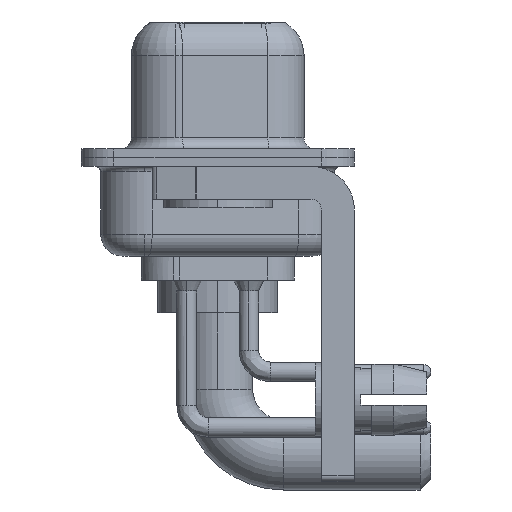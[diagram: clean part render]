
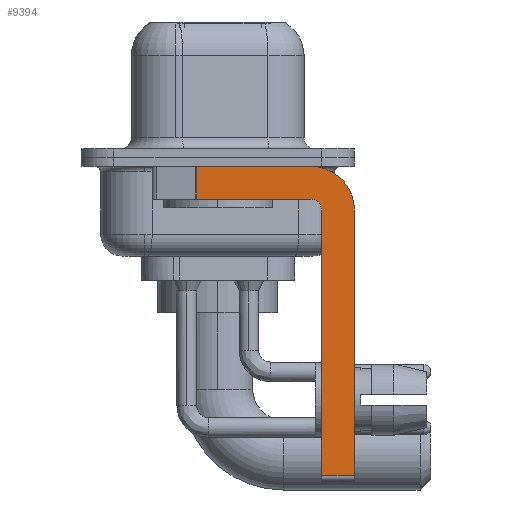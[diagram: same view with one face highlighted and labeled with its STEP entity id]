
A CAD part, left-side view. The second image highlights one B-rep face of the part: STEP entity #9394.
In plain terms, the highlighted planar face has unit normal (-1, 0, 0).
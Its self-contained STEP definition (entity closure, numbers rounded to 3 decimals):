
#1423 = PLANE ( 'NONE',  #7274 ) ;
#1472 = CARTESIAN_POINT ( 'NONE',  ( -2.9, 0.978, -0.4 ) ) ;
#1704 = EDGE_CURVE ( 'NONE', #11921, #2990, #13729, .T. ) ;
#1719 = CIRCLE ( 'NONE', #16858, 2. ) ;
#1728 = CARTESIAN_POINT ( 'NONE',  ( -2.9, -4.25, -0.4 ) ) ;
#1734 = CARTESIAN_POINT ( 'NONE',  ( -2.9, -6.25, -2.4 ) ) ;
#1885 = EDGE_CURVE ( 'NONE', #8317, #16457, #12008, .T. ) ;
#2592 = LINE ( 'NONE', #13959, #2769 ) ;
#2769 = VECTOR ( 'NONE', #20305, 1000. ) ;
#2972 = DIRECTION ( 'NONE',  ( 0., 0., 1. ) ) ;
#2983 = VECTOR ( 'NONE', #11900, 1000. ) ;
#2990 = VERTEX_POINT ( 'NONE', #14059 ) ;
#3781 = VERTEX_POINT ( 'NONE', #6109 ) ;
#4004 = EDGE_CURVE ( 'NONE', #16457, #7856, #1719, .T. ) ;
#4311 = VECTOR ( 'NONE', #12140, 1000. ) ;
#4901 = DIRECTION ( 'NONE',  ( 0., 0., -1. ) ) ;
#5277 = ORIENTED_EDGE ( 'NONE', *, *, #19065, .T. ) ;
#5741 = ORIENTED_EDGE ( 'NONE', *, *, #9433, .F. ) ;
#5984 = EDGE_LOOP ( 'NONE', ( #14700, #5277, #15558, #10727, #9967, #14252, #5741, #9805 ) ) ;
#6109 = CARTESIAN_POINT ( 'NONE',  ( -2.9, 0.978, -1.9 ) ) ;
#6235 = CARTESIAN_POINT ( 'NONE',  ( -2.9, -4.25, -2.4 ) ) ;
#6615 = CARTESIAN_POINT ( 'NONE',  ( -2.9, -4.75, -2.4 ) ) ;
#6791 = EDGE_CURVE ( 'NONE', #11923, #11921, #18506, .T. ) ;
#7274 = AXIS2_PLACEMENT_3D ( 'NONE', #8063, #16173, #12687 ) ;
#7856 = VERTEX_POINT ( 'NONE', #18828 ) ;
#8063 = CARTESIAN_POINT ( 'NONE',  ( -2.9, -4.25, -2.4 ) ) ;
#8317 = VERTEX_POINT ( 'NONE', #1472 ) ;
#9394 = ADVANCED_FACE ( 'NONE', ( #17459 ), #1423, .F. ) ;
#9433 = EDGE_CURVE ( 'NONE', #7856, #18934, #11431, .T. ) ;
#9805 = ORIENTED_EDGE ( 'NONE', *, *, #4004, .F. ) ;
#9845 = CARTESIAN_POINT ( 'NONE',  ( -2.9, 0.978, -1.9 ) ) ;
#9967 = ORIENTED_EDGE ( 'NONE', *, *, #6791, .F. ) ;
#10268 = VECTOR ( 'NONE', #12261, 1000. ) ;
#10727 = ORIENTED_EDGE ( 'NONE', *, *, #1704, .F. ) ;
#10886 = CARTESIAN_POINT ( 'NONE',  ( -2.9, -4.25, -1.9 ) ) ;
#11124 = DIRECTION ( 'NONE',  ( 0., 0., -1. ) ) ;
#11431 = LINE ( 'NONE', #1734, #13654 ) ;
#11900 = DIRECTION ( 'NONE',  ( 0., -1., 0. ) ) ;
#11921 = VERTEX_POINT ( 'NONE', #6615 ) ;
#11923 = VERTEX_POINT ( 'NONE', #16090 ) ;
#11991 = VECTOR ( 'NONE', #4901, 1000. ) ;
#12008 = LINE ( 'NONE', #15380, #2983 ) ;
#12140 = DIRECTION ( 'NONE',  ( 0., 1., 0. ) ) ;
#12261 = DIRECTION ( 'NONE',  ( 0., 0., 1. ) ) ;
#12687 = DIRECTION ( 'NONE',  ( 0., 0., -1. ) ) ;
#12718 = AXIS2_PLACEMENT_3D ( 'NONE', #6235, #17412, #2972 ) ;
#13547 = EDGE_CURVE ( 'NONE', #11923, #18934, #2592, .T. ) ;
#13654 = VECTOR ( 'NONE', #11124, 1000. ) ;
#13729 = CIRCLE ( 'NONE', #12718, 0.5 ) ;
#13947 = CARTESIAN_POINT ( 'NONE',  ( -2.9, -6.25, -14.55 ) ) ;
#13959 = CARTESIAN_POINT ( 'NONE',  ( -2.9, -4.25, -14.55 ) ) ;
#14059 = CARTESIAN_POINT ( 'NONE',  ( -2.9, -4.25, -1.9 ) ) ;
#14252 = ORIENTED_EDGE ( 'NONE', *, *, #13547, .T. ) ;
#14700 = ORIENTED_EDGE ( 'NONE', *, *, #1885, .F. ) ;
#14770 = DIRECTION ( 'NONE',  ( 0., 0., -1. ) ) ;
#15380 = CARTESIAN_POINT ( 'NONE',  ( -2.9, 3., -0.4 ) ) ;
#15558 = ORIENTED_EDGE ( 'NONE', *, *, #20704, .F. ) ;
#16090 = CARTESIAN_POINT ( 'NONE',  ( -2.9, -4.75, -14.55 ) ) ;
#16164 = LINE ( 'NONE', #9845, #11991 ) ;
#16173 = DIRECTION ( 'NONE',  ( 1., 0., 0. ) ) ;
#16457 = VERTEX_POINT ( 'NONE', #1728 ) ;
#16469 = CARTESIAN_POINT ( 'NONE',  ( -2.9, -4.25, -2.4 ) ) ;
#16858 = AXIS2_PLACEMENT_3D ( 'NONE', #16469, #17628, #14770 ) ;
#17216 = LINE ( 'NONE', #10886, #4311 ) ;
#17412 = DIRECTION ( 'NONE',  ( -1., 0., 0. ) ) ;
#17459 = FACE_OUTER_BOUND ( 'NONE', #5984, .T. ) ;
#17628 = DIRECTION ( 'NONE',  ( 1., 0., 0. ) ) ;
#18013 = CARTESIAN_POINT ( 'NONE',  ( -2.9, -4.75, -14.8 ) ) ;
#18506 = LINE ( 'NONE', #18013, #10268 ) ;
#18828 = CARTESIAN_POINT ( 'NONE',  ( -2.9, -6.25, -2.4 ) ) ;
#18934 = VERTEX_POINT ( 'NONE', #13947 ) ;
#19065 = EDGE_CURVE ( 'NONE', #8317, #3781, #16164, .T. ) ;
#20305 = DIRECTION ( 'NONE',  ( 0., -1., 0. ) ) ;
#20704 = EDGE_CURVE ( 'NONE', #2990, #3781, #17216, .T. ) ;
